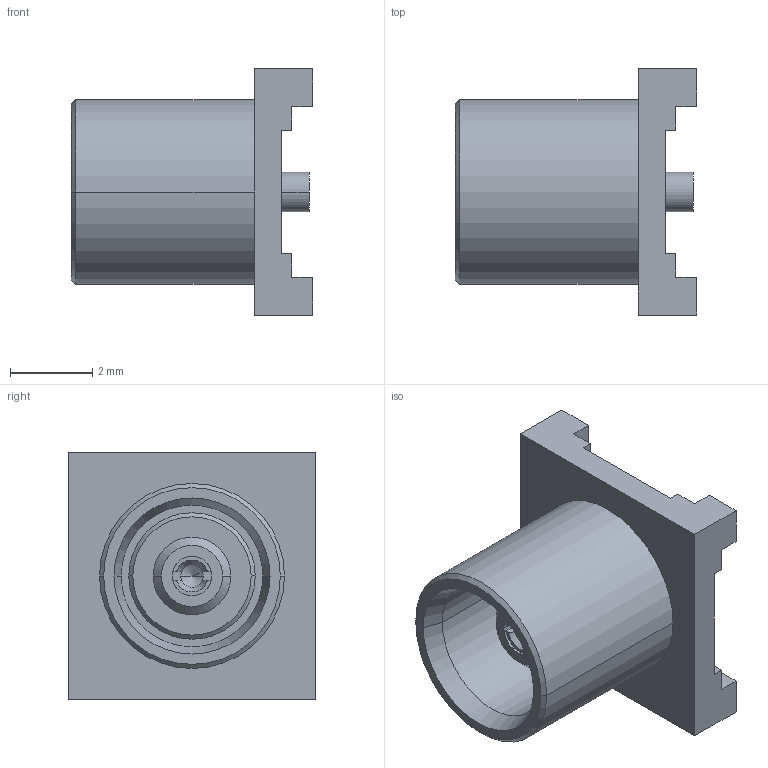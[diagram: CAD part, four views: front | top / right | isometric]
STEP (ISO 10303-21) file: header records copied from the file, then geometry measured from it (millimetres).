
FILE_DESCRIPTION((''),'2;1');
FILE_NAME('919-384J-51P','2016-07-18T',('Rajagopal'),(''),'PRO/ENGINEER BY PARAMETRIC TECHNOLOGY CORPORATION, 2014440','PRO/ENGINEER BY PARAMETRIC TECHNOLOGY CORPORATION, 2014440','');
FILE_SCHEMA(('CONFIG_CONTROL_DESIGN'));
Length unit declared in the file: millimetre
Products named in the file (1): 919-384J-51P
Bounding box: 5.87 x 6 x 6 mm (x, y, z)
Surface area: 244.8 mm2 (no closed solid volume)
Topology: 0 solids, 4 shells, 76 faces, 196 edges, 127 vertices
Faces by surface type: plane 44, cone 18, cylinder 14
Entity records: 2330 total; most frequent: CARTESIAN_POINT 413, DIRECTION 402, ORIENTED_EDGE 368, EDGE_CURVE 194, AXIS2_PLACEMENT_3D 136, VECTOR 130, LINE 130, VERTEX_POINT 127
